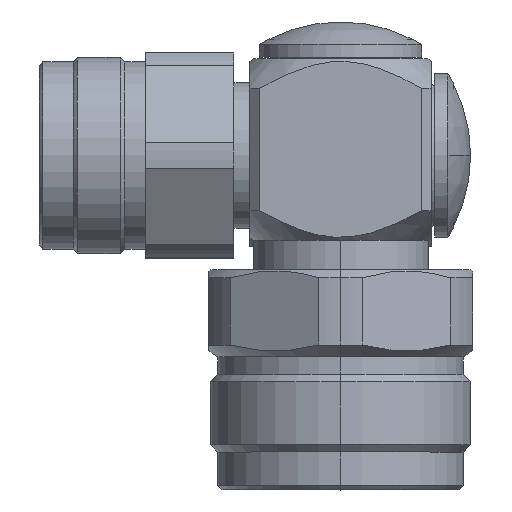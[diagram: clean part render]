
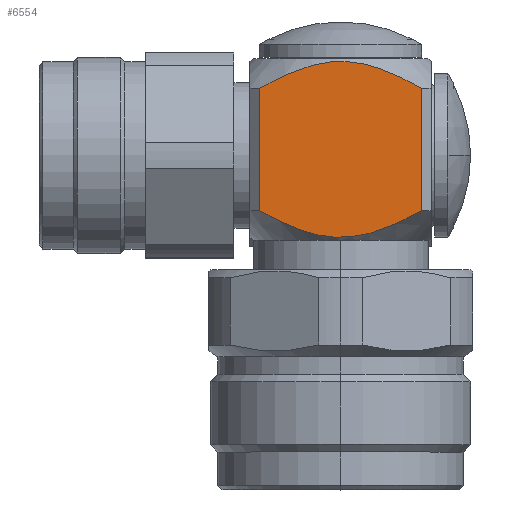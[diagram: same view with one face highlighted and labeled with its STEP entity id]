
A CAD part, top view. The second image highlights one B-rep face of the part: STEP entity #6554.
In plain terms, the highlighted face is planar.
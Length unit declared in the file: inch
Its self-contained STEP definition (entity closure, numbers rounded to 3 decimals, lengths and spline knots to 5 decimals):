
#35 = CARTESIAN_POINT ( 'NONE',  ( -0.27503, -1.23943, 0.20704 ) ) ;
#62 = VERTEX_POINT ( 'NONE', #5566 ) ;
#153 = CARTESIAN_POINT ( 'NONE',  ( -0.27503, -1.29497, 0.05426 ) ) ;
#180 = LINE ( 'NONE', #7314, #1807 ) ;
#283 = VERTEX_POINT ( 'NONE', #8089 ) ;
#409 = ORIENTED_EDGE ( 'NONE', *, *, #10265, .F. ) ;
#622 = CARTESIAN_POINT ( 'NONE',  ( -0.27503, -0.76843, -0.04329 ) ) ;
#839 = CARTESIAN_POINT ( 'NONE',  ( -0.27503, -0.76621, -0.02162 ) ) ;
#1124 = CARTESIAN_POINT ( 'NONE',  ( -0.27503, -1.21808, 0.24505 ) ) ;
#1140 = FACE_OUTER_BOUND ( 'NONE', #8352, .T. ) ;
#1200 = DIRECTION ( 'NONE',  ( 0., 0., -1. ) ) ;
#1480 = CARTESIAN_POINT ( 'NONE',  ( -0.27503, -0.77657, 0.08651 ) ) ;
#1655 = CARTESIAN_POINT ( 'NONE',  ( -0.27503, -0.76844, 0.04337 ) ) ;
#1702 = CARTESIAN_POINT ( 'NONE',  ( -0.27503, -0.84699, -0.24505 ) ) ;
#1790 = CARTESIAN_POINT ( 'NONE',  ( -0.27503, -1.23944, -0.20702 ) ) ;
#1807 = VECTOR ( 'NONE', #9888, 39.37008 ) ;
#1988 = PLANE ( 'NONE',  #9666 ) ;
#2325 = CARTESIAN_POINT ( 'NONE',  ( -0.27503, -0.8361, 0.22626 ) ) ;
#2335 = ORIENTED_EDGE ( 'NONE', *, *, #9909, .T. ) ;
#2490 = VERTEX_POINT ( 'NONE', #7072 ) ;
#2812 = CARTESIAN_POINT ( 'NONE',  ( -0.27503, -1.29885, 0.02171 ) ) ;
#3216 = CARTESIAN_POINT ( 'NONE',  ( -0.27503, -0.79769, 0.14803 ) ) ;
#3476 = CARTESIAN_POINT ( 'NONE',  ( -0.27503, -1.25864, 0.16791 ) ) ;
#3589 = CARTESIAN_POINT ( 'NONE',  ( -0.27503, -1.29998, 0.00005 ) ) ;
#3653 = CARTESIAN_POINT ( 'NONE',  ( -0.27503, -1.28232, 0.10733 ) ) ;
#3707 = CARTESIAN_POINT ( 'NONE',  ( -0.27503, -1.22898, 0.22626 ) ) ;
#4066 = CARTESIAN_POINT ( 'NONE',  ( -0.27503, -0.80644, 0.16791 ) ) ;
#4236 = CARTESIAN_POINT ( 'NONE',  ( -0.27503, -0.78273, -0.10725 ) ) ;
#4284 = CARTESIAN_POINT ( 'NONE',  ( -0.27503, -0.82565, 0.20704 ) ) ;
#4289 = DIRECTION ( 'NONE',  ( 0., 1., 0. ) ) ;
#4351 = CARTESIAN_POINT ( 'NONE',  ( -0.27503, -0.86495, 0.24505 ) ) ;
#4566 = CARTESIAN_POINT ( 'NONE',  ( -0.27503, -1.29665, -0.04329 ) ) ;
#4925 = CARTESIAN_POINT ( 'NONE',  ( -0.27503, -0.7651, 0.00005 ) ) ;
#5153 = CARTESIAN_POINT ( 'NONE',  ( -0.27503, -0.77009, -0.05418 ) ) ;
#5186 = CARTESIAN_POINT ( 'NONE',  ( -0.27503, -1.28234, -0.10725 ) ) ;
#5433 = CARTESIAN_POINT ( 'NONE',  ( -0.27503, -0.75719, 0.27505 ) ) ;
#5497 = B_SPLINE_CURVE_WITH_KNOTS ( 'NONE', 3,
 ( #1702, #7585, #11037, #6724, #10979, #4236, #9223, #5153, #622, #839, #4925, #7642, #1655, #5887, #1480, #10057, #3216, #4066, #4284, #2325, #8365 ),
 .UNSPECIFIED., .F., .F.,
 ( 4, 2, 2, 2, 2, 1, 2, 2, 2, 2, 4 ),
 ( 0.00864, 0.01029, 0.01195, 0.0136, 0.01443, 0.01525, 0.01608, 0.01691, 0.01856, 0.02021, 0.02187 ),
 .UNSPECIFIED. ) ;
#5566 = CARTESIAN_POINT ( 'NONE',  ( -0.27503, -0.84699, -0.24505 ) ) ;
#5663 = VERTEX_POINT ( 'NONE', #9965 ) ;
#5887 = CARTESIAN_POINT ( 'NONE',  ( -0.27503, -0.77011, 0.05426 ) ) ;
#6092 = CARTESIAN_POINT ( 'NONE',  ( -0.27503, -1.29886, -0.02162 ) ) ;
#6554 = ADVANCED_FACE ( 'NONE', ( #1140 ), #1988, .F. ) ;
#6614 = ORIENTED_EDGE ( 'NONE', *, *, #7550, .F. ) ;
#6724 = CARTESIAN_POINT ( 'NONE',  ( -0.27503, -0.80641, -0.16785 ) ) ;
#6935 = CARTESIAN_POINT ( 'NONE',  ( -0.27503, -1.22899, -0.22623 ) ) ;
#7060 = CARTESIAN_POINT ( 'NONE',  ( -0.27503, -1.26738, 0.14803 ) ) ;
#7072 = CARTESIAN_POINT ( 'NONE',  ( -0.27503, -0.84699, 0.24505 ) ) ;
#7076 = VECTOR ( 'NONE', #4289, 39.37008 ) ;
#7118 = CARTESIAN_POINT ( 'NONE',  ( -0.27503, -1.29664, 0.04337 ) ) ;
#7314 = CARTESIAN_POINT ( 'NONE',  ( -0.27503, -0.75719, -0.24505 ) ) ;
#7550 = EDGE_CURVE ( 'NONE', #62, #2490, #5497, .T. ) ;
#7585 = CARTESIAN_POINT ( 'NONE',  ( -0.27503, -0.83608, -0.22623 ) ) ;
#7642 = CARTESIAN_POINT ( 'NONE',  ( -0.27503, -0.76622, 0.02171 ) ) ;
#7845 = CARTESIAN_POINT ( 'NONE',  ( -0.27503, -1.2885, 0.08651 ) ) ;
#8089 = CARTESIAN_POINT ( 'NONE',  ( -0.27503, -1.21808, 0.24505 ) ) ;
#8352 = EDGE_LOOP ( 'NONE', ( #6614, #8914, #409, #2335 ) ) ;
#8365 = CARTESIAN_POINT ( 'NONE',  ( -0.27503, -0.84699, 0.24505 ) ) ;
#8881 = DIRECTION ( 'NONE',  ( 1., 0., 0. ) ) ;
#8914 = ORIENTED_EDGE ( 'NONE', *, *, #10017, .T. ) ;
#9223 = CARTESIAN_POINT ( 'NONE',  ( -0.27503, -0.77655, -0.08643 ) ) ;
#9550 = LINE ( 'NONE', #4351, #7076 ) ;
#9589 = CARTESIAN_POINT ( 'NONE',  ( -0.27503, -1.25866, -0.16785 ) ) ;
#9666 = AXIS2_PLACEMENT_3D ( 'NONE', #5433, #8881, #1200 ) ;
#9703 = CARTESIAN_POINT ( 'NONE',  ( -0.27503, -1.29498, -0.05418 ) ) ;
#9888 = DIRECTION ( 'NONE',  ( 0., -1., 0. ) ) ;
#9909 = EDGE_CURVE ( 'NONE', #283, #2490, #9550, .T. ) ;
#9965 = CARTESIAN_POINT ( 'NONE',  ( -0.27503, -1.21808, -0.24505 ) ) ;
#9987 = B_SPLINE_CURVE_WITH_KNOTS ( 'NONE', 3,
 ( #1124, #3707, #35, #3476, #7060, #3653, #7845, #153, #7118, #2812, #3589, #6092, #4566, #9703, #10433, #5186, #10611, #9589, #1790, #6935, #10378 ),
 .UNSPECIFIED., .F., .F.,
 ( 4, 2, 2, 2, 2, 1, 2, 2, 2, 2, 4 ),
 ( 0.01588, 0.01752, 0.01917, 0.02082, 0.02164, 0.02246, 0.02329, 0.02411, 0.02576, 0.0274, 0.02905 ),
 .UNSPECIFIED. ) ;
#10017 = EDGE_CURVE ( 'NONE', #62, #5663, #180, .T. ) ;
#10057 = CARTESIAN_POINT ( 'NONE',  ( -0.27503, -0.78276, 0.10733 ) ) ;
#10265 = EDGE_CURVE ( 'NONE', #283, #5663, #9987, .T. ) ;
#10378 = CARTESIAN_POINT ( 'NONE',  ( -0.27503, -1.21808, -0.24505 ) ) ;
#10433 = CARTESIAN_POINT ( 'NONE',  ( -0.27503, -1.28852, -0.08643 ) ) ;
#10611 = CARTESIAN_POINT ( 'NONE',  ( -0.27503, -1.26741, -0.14796 ) ) ;
#10979 = CARTESIAN_POINT ( 'NONE',  ( -0.27503, -0.79766, -0.14796 ) ) ;
#11037 = CARTESIAN_POINT ( 'NONE',  ( -0.27503, -0.82563, -0.20702 ) ) ;
